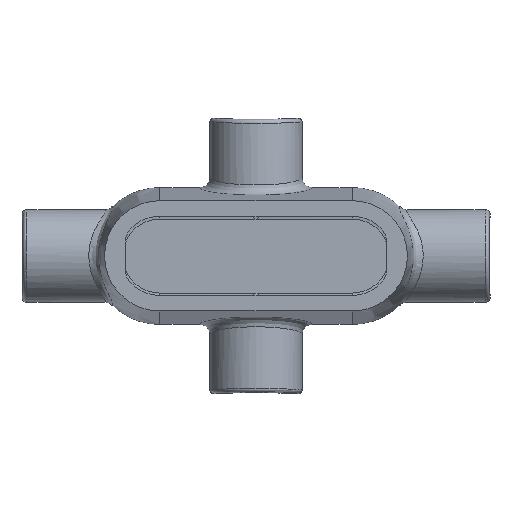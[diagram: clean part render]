
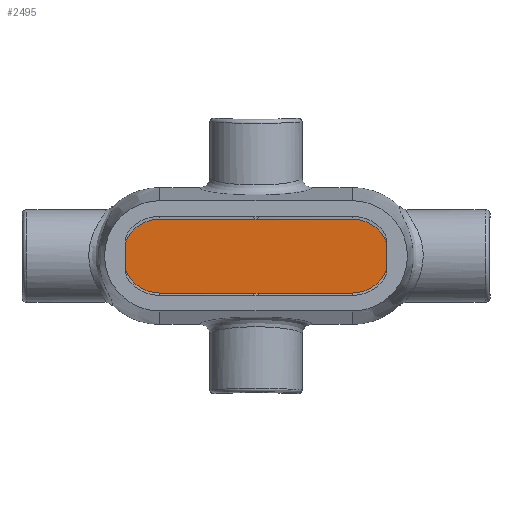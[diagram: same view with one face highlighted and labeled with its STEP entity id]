
A CAD part, top view. The second image highlights one B-rep face of the part: STEP entity #2495.
In plain terms, the highlighted planar face has unit normal (0, 0, 1).
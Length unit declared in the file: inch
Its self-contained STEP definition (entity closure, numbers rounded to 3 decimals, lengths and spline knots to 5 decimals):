
#182=PLANE('',#2699);
#247=FACE_OUTER_BOUND('',#393,.T.);
#393=EDGE_LOOP('',(#1778,#1779,#1780,#1781,#1782,#1783,#1784,#1785));
#549=LINE('',#3968,#661);
#550=LINE('',#3998,#662);
#558=LINE('',#4058,#670);
#559=LINE('',#4087,#671);
#661=VECTOR('',#3069,1.1725);
#662=VECTOR('',#3072,1.1725);
#670=VECTOR('',#3096,1.1725);
#671=VECTOR('',#3099,1.1725);
#851=CIRCLE('',#2664,0.45065);
#854=CIRCLE('',#2668,0.45065);
#859=CIRCLE('',#2693,0.45065);
#860=CIRCLE('',#2695,0.45065);
#1014=VERTEX_POINT('',#3876);
#1015=VERTEX_POINT('',#3889);
#1016=VERTEX_POINT('',#3907);
#1027=VERTEX_POINT('',#3967);
#1029=VERTEX_POINT('',#3997);
#1040=VERTEX_POINT('',#4055);
#1041=VERTEX_POINT('',#4057);
#1049=VERTEX_POINT('',#4125);
#1284=EDGE_CURVE('',#1014,#1015,#851,.F.);
#1288=EDGE_CURVE('',#1016,#1014,#854,.F.);
#1301=EDGE_CURVE('',#1015,#1027,#549,.T.);
#1305=EDGE_CURVE('',#1027,#1029,#550,.T.);
#1320=EDGE_CURVE('',#1040,#1041,#558,.T.);
#1324=EDGE_CURVE('',#1041,#1016,#559,.T.);
#1334=EDGE_CURVE('',#1049,#1040,#859,.F.);
#1336=EDGE_CURVE('',#1029,#1049,#860,.F.);
#1778=ORIENTED_EDGE('',*,*,#1284,.F.);
#1779=ORIENTED_EDGE('',*,*,#1288,.F.);
#1780=ORIENTED_EDGE('',*,*,#1324,.F.);
#1781=ORIENTED_EDGE('',*,*,#1320,.F.);
#1782=ORIENTED_EDGE('',*,*,#1334,.F.);
#1783=ORIENTED_EDGE('',*,*,#1336,.F.);
#1784=ORIENTED_EDGE('',*,*,#1305,.F.);
#1785=ORIENTED_EDGE('',*,*,#1301,.F.);
#2495=ADVANCED_FACE('',(#247),#182,.T.);
#2664=AXIS2_PLACEMENT_3D('',#3890,#3040,#3041);
#2668=AXIS2_PLACEMENT_3D('',#3909,#3048,#3049);
#2693=AXIS2_PLACEMENT_3D('',#4138,#3118,#3119);
#2695=AXIS2_PLACEMENT_3D('',#4154,#3122,#3123);
#2699=AXIS2_PLACEMENT_3D('',#4164,#3132,#3133);
#3040=DIRECTION('center_axis',(0.,0.,1.));
#3041=DIRECTION('ref_axis',(1.,0.,0.));
#3048=DIRECTION('center_axis',(0.,0.,1.));
#3049=DIRECTION('ref_axis',(1.,0.,0.));
#3069=DIRECTION('',(-1.,0.,0.));
#3072=DIRECTION('',(-1.,0.,0.));
#3096=DIRECTION('',(1.,0.,0.));
#3099=DIRECTION('',(1.,0.,0.));
#3118=DIRECTION('center_axis',(0.,0.,1.));
#3119=DIRECTION('ref_axis',(1.,0.,0.));
#3122=DIRECTION('center_axis',(0.,0.,1.));
#3123=DIRECTION('ref_axis',(1.,0.,0.));
#3132=DIRECTION('center_axis',(0.,0.,1.));
#3133=DIRECTION('ref_axis',(1.,0.,0.));
#3876=CARTESIAN_POINT('',(1.62315,0.,-0.4375));
#3889=CARTESIAN_POINT('',(1.1725,-0.45065,-0.4375));
#3890=CARTESIAN_POINT('Origin',(1.1725,0.,-0.4375));
#3907=CARTESIAN_POINT('',(1.1725,0.45065,-0.4375));
#3909=CARTESIAN_POINT('Origin',(1.1725,0.,-0.4375));
#3967=CARTESIAN_POINT('',(0.,-0.45065,-0.4375));
#3968=CARTESIAN_POINT('',(1.1725,-0.45065,-0.4375));
#3997=CARTESIAN_POINT('',(-1.1725,-0.45065,-0.4375));
#3998=CARTESIAN_POINT('',(0.,-0.45065,-0.4375));
#4055=CARTESIAN_POINT('',(-1.1725,0.45065,-0.4375));
#4057=CARTESIAN_POINT('',(0.,0.45065,-0.4375));
#4058=CARTESIAN_POINT('',(-1.1725,0.45065,-0.4375));
#4087=CARTESIAN_POINT('',(0.,0.45065,-0.4375));
#4125=CARTESIAN_POINT('',(-1.62315,0.,-0.4375));
#4138=CARTESIAN_POINT('Origin',(-1.1725,0.,-0.4375));
#4154=CARTESIAN_POINT('Origin',(-1.1725,0.,-0.4375));
#4164=CARTESIAN_POINT('Origin',(1.1725,0.,-0.4375));
